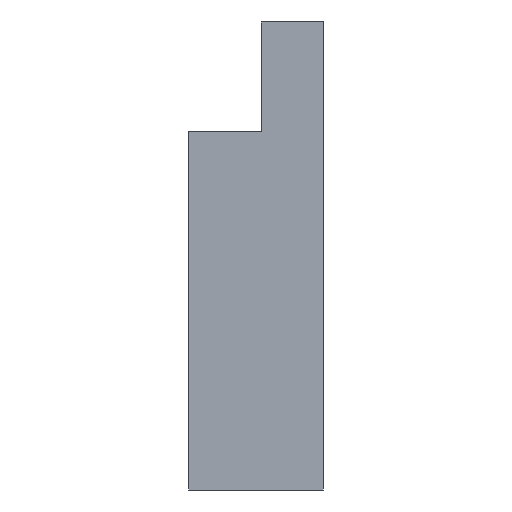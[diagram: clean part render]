
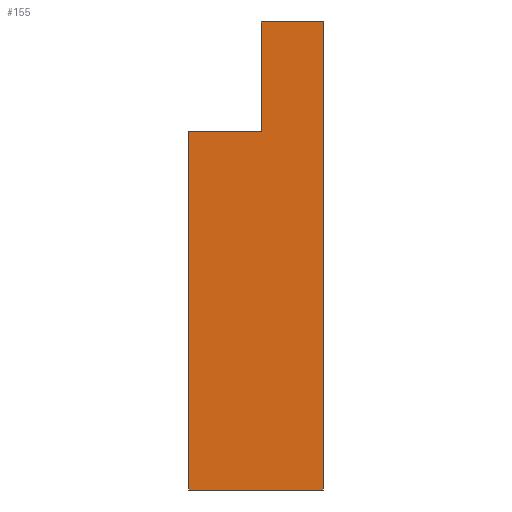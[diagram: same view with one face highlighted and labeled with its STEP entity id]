
A CAD part, left-side view. The second image highlights one B-rep face of the part: STEP entity #155.
In plain terms, the highlighted planar face has unit normal (-1, 0, 0).
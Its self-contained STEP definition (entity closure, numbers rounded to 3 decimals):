
#2 = AXIS2_PLACEMENT_3D ( 'NONE', #124, #282, #326 ) ;
#9 = CARTESIAN_POINT ( 'NONE',  ( -55.402, 30., -71.4 ) ) ;
#19 = PLANE ( 'NONE',  #2 ) ;
#33 = VECTOR ( 'NONE', #175, 1000. ) ;
#44 = LINE ( 'NONE', #180, #33 ) ;
#47 = ORIENTED_EDGE ( 'NONE', *, *, #184, .T. ) ;
#51 = ORIENTED_EDGE ( 'NONE', *, *, #368, .T. ) ;
#56 = ORIENTED_EDGE ( 'NONE', *, *, #312, .F. ) ;
#61 = EDGE_LOOP ( 'NONE', ( #477, #122, #56, #51, #47, #306 ) ) ;
#66 = VERTEX_POINT ( 'NONE', #386 ) ;
#73 = EDGE_CURVE ( 'NONE', #395, #103, #233, .T. ) ;
#94 = DIRECTION ( 'NONE',  ( 0., 0., 1. ) ) ;
#95 = VECTOR ( 'NONE', #465, 1000. ) ;
#98 = CARTESIAN_POINT ( 'NONE',  ( -55.402, 36.5, -76.7 ) ) ;
#103 = VERTEX_POINT ( 'NONE', #9 ) ;
#112 = LINE ( 'NONE', #318, #95 ) ;
#122 = ORIENTED_EDGE ( 'NONE', *, *, #151, .F. ) ;
#124 = CARTESIAN_POINT ( 'NONE',  ( -55.402, 243.618, 0. ) ) ;
#127 = VECTOR ( 'NONE', #94, 1000. ) ;
#137 = FACE_OUTER_BOUND ( 'NONE', #61, .T. ) ;
#151 = EDGE_CURVE ( 'NONE', #284, #66, #112, .T. ) ;
#155 = ADVANCED_FACE ( 'NONE', ( #137 ), #19, .F. ) ;
#175 = DIRECTION ( 'NONE',  ( 0., 0., 1. ) ) ;
#177 = LINE ( 'NONE', #476, #471 ) ;
#180 = CARTESIAN_POINT ( 'NONE',  ( -55.402, 33., 0. ) ) ;
#184 = EDGE_CURVE ( 'NONE', #198, #103, #461, .T. ) ;
#196 = VECTOR ( 'NONE', #358, 1000. ) ;
#197 = CARTESIAN_POINT ( 'NONE',  ( -55.402, 30., -94. ) ) ;
#198 = VERTEX_POINT ( 'NONE', #197 ) ;
#233 = LINE ( 'NONE', #356, #196 ) ;
#277 = CARTESIAN_POINT ( 'NONE',  ( -55.402, 30., 0. ) ) ;
#282 = DIRECTION ( 'NONE',  ( 1., 0., 0. ) ) ;
#284 = VERTEX_POINT ( 'NONE', #98 ) ;
#287 = CARTESIAN_POINT ( 'NONE',  ( -55.402, 36.5, -94. ) ) ;
#296 = VERTEX_POINT ( 'NONE', #287 ) ;
#306 = ORIENTED_EDGE ( 'NONE', *, *, #73, .F. ) ;
#312 = EDGE_CURVE ( 'NONE', #296, #284, #483, .T. ) ;
#318 = CARTESIAN_POINT ( 'NONE',  ( -55.402, 36.5, -76.7 ) ) ;
#321 = DIRECTION ( 'NONE',  ( 0., 0., 1. ) ) ;
#326 = DIRECTION ( 'NONE',  ( 0., 0., -1. ) ) ;
#339 = CARTESIAN_POINT ( 'NONE',  ( -55.402, 33., -71.4 ) ) ;
#356 = CARTESIAN_POINT ( 'NONE',  ( -55.402, 243.618, -71.4 ) ) ;
#358 = DIRECTION ( 'NONE',  ( 0., -1., 0. ) ) ;
#367 = EDGE_CURVE ( 'NONE', #66, #395, #44, .T. ) ;
#368 = EDGE_CURVE ( 'NONE', #296, #198, #177, .T. ) ;
#386 = CARTESIAN_POINT ( 'NONE',  ( -55.402, 33., -76.7 ) ) ;
#395 = VERTEX_POINT ( 'NONE', #339 ) ;
#399 = CARTESIAN_POINT ( 'NONE',  ( -55.402, 36.5, -94. ) ) ;
#406 = VECTOR ( 'NONE', #321, 1000. ) ;
#444 = DIRECTION ( 'NONE',  ( 0., -1., 0. ) ) ;
#461 = LINE ( 'NONE', #277, #406 ) ;
#465 = DIRECTION ( 'NONE',  ( 0., -1., 0. ) ) ;
#471 = VECTOR ( 'NONE', #444, 1000. ) ;
#476 = CARTESIAN_POINT ( 'NONE',  ( -55.402, 243.618, -94. ) ) ;
#477 = ORIENTED_EDGE ( 'NONE', *, *, #367, .F. ) ;
#483 = LINE ( 'NONE', #399, #127 ) ;
